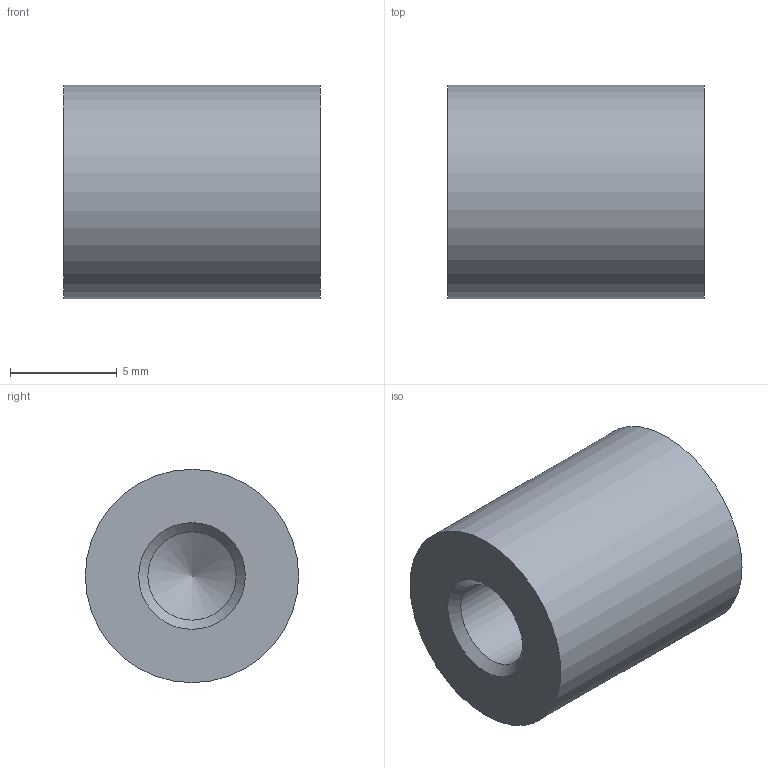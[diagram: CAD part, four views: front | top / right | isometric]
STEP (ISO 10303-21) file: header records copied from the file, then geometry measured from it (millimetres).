
FILE_DESCRIPTION( ( 'STEP AP203' ), ' ' );
FILE_NAME( '0IIRM1023UN.stp', '2016-03-01T09:23:23', ( '' ), ( '' ), ' ', 'PARTsolutions', ' ' );
FILE_SCHEMA( ( 'CONFIG_CONTROL_DESIGN' ) );
Length unit declared in the file: millimetre
Products named in the file (1): _0IIRM1023UN
Bounding box: 12 x 10 x 10 mm (x, y, z)
Volume: 851.3 mm3; surface area: 628.1 mm2
Topology: 1 solids, 1 shells, 81 faces, 206 edges, 137 vertices
Faces by surface type: plane 65, cylinder 14, cone 2
Full cylindrical faces by diameter (mm): 0.3 x1, 4.134 x1, 10 x1
Entity records: 2426 total; most frequent: CARTESIAN_POINT 417, ORIENTED_EDGE 398, DIRECTION 392, EDGE_CURVE 199, LINE 170, VECTOR 170, VERTEX_POINT 136, AXIS2_PLACEMENT_3D 111
